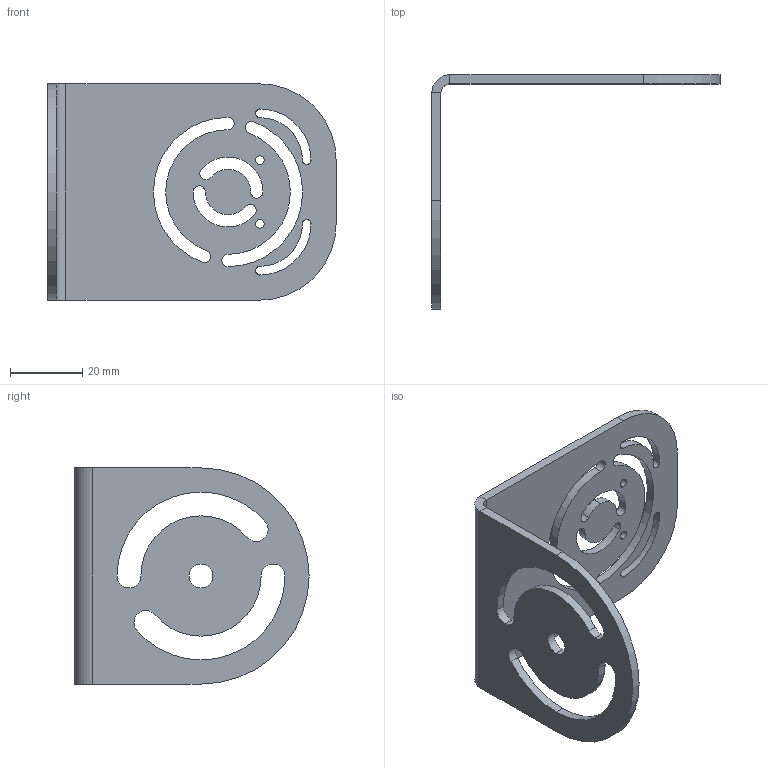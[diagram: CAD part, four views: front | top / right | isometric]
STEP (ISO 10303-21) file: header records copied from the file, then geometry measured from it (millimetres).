
FILE_DESCRIPTION (( 'STEP AP203' ), '1' );
FILE_NAME ('98-9000135-01Ext.STEP', '2016-07-14T17:31:16', ( '' ), ( '' ), 'SwSTEP 2.0', 'SolidWorks 2013', '' );
FILE_SCHEMA (( 'CONFIG_CONTROL_DESIGN' ));
Length unit declared in the file: inch
Products named in the file (1): 98-9000135-01Ext
Bounding box: 80 x 65 x 60 mm (x, y, z)
Surface area: 15613.5 mm2 (no closed solid volume)
Topology: 0 solids, 1 shells, 64 faces, 178 edges, 116 vertices
Faces by surface type: cylinder 53, plane 11
Entity records: 2227 total; most frequent: DIRECTION 414, CARTESIAN_POINT 359, ORIENTED_EDGE 356, EDGE_CURVE 178, AXIS2_PLACEMENT_3D 171, VERTEX_POINT 116, CIRCLE 106, EDGE_LOOP 86
